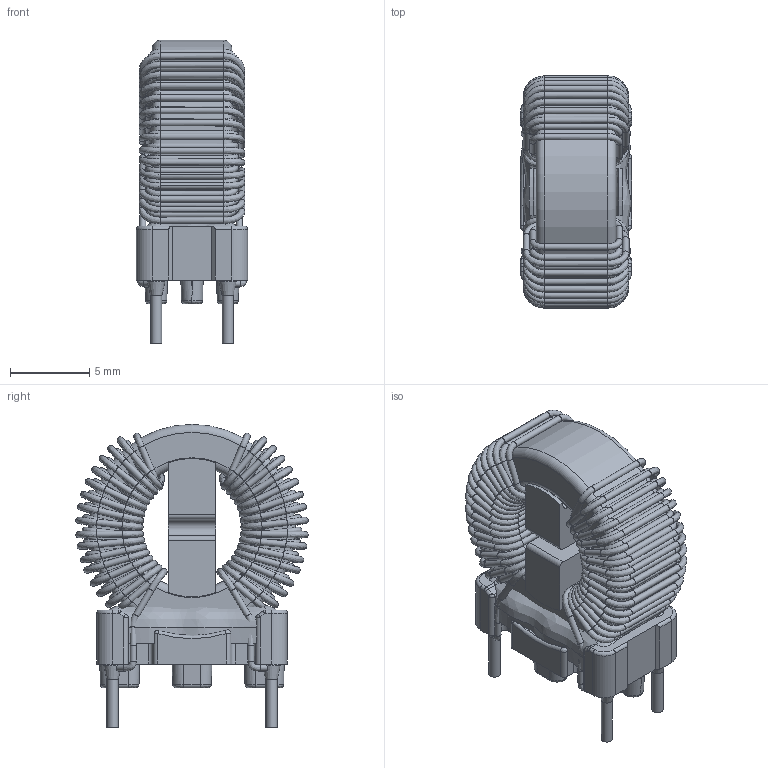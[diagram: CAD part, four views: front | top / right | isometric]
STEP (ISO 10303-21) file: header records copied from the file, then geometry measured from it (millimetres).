
FILE_DESCRIPTION(/* description */ ('Unknown'),/* implementation_level */ '2;1');
FILE_NAME(/* name */ 'L_Wurth_WE-CMB-XS_L15.8W8H18',/* time_stamp */ '2024-10-11T15:53:32+08:00',/* author */ ('Unknown'),/* organization */ ('Unknown'),/* preprocessor_version */ 'ST-DEVELOPER v16.7',/* originating_system */ 'Solid Edge',/* authorisation */ 'Unknown');
FILE_SCHEMA (('AUTOMOTIVE_DESIGN {1 0 10303 214 3 1 1}'));
Length unit declared in the file: millimetre
Products named in the file (2): L_Wurth_WE-CMB-XS_L15.8W8H18
Assembly tree (1 placements, depth 2):
  L_Wurth_WE-CMB-XS_L15.8W8H18
    L_Wurth_WE-CMB-XS_L15.8W8H18
Bounding box: 7 x 14.61 x 19.08 mm (x, y, z)
Volume: 959.2 mm3; surface area: 2658.8 mm2
Topology: 14 solids, 18 shells, 884 faces, 1964 edges, 1116 vertices
Faces by surface type: cylinder 389, bspline 255, plane 117, torus 109, cone 12, sphere 2
Full cylindrical faces by diameter (mm): 0.4 x272, 0.7 x12, 7.8 x1, 13 x1
Entity records: 52550 total; most frequent: CARTESIAN_POINT 31534, DIRECTION 2877, ORIENTED_EDGE 2576, EDGE_LOOP 1473, FACE_BOUND 1473, AXIS2_PLACEMENT_3D 1299, EDGE_CURVE 1288, VERTEX_POINT 1023
